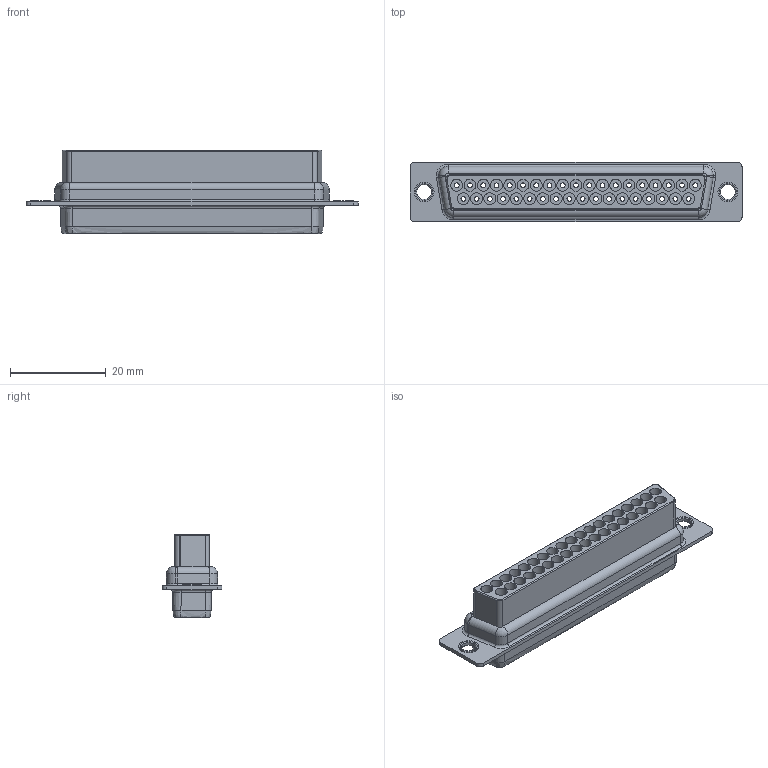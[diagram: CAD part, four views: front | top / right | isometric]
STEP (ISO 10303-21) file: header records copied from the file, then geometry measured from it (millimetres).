
FILE_DESCRIPTION (( 'STEP AP214' ), '1' );
FILE_NAME ('FDB3708-F0TS000K6KA-REF.STEP', '2025-05-22T09:34:48', ( '' ), ( '' ), 'SwSTEP 2.0', 'SolidWorks 2021', '' );
FILE_SCHEMA (( 'AUTOMOTIVE_DESIGN' ));
Length unit declared in the file: millimetre
Products named in the file (1): FDB3708-F0TS000K6KA-REF
Bounding box: 69.4 x 12.5 x 17.35 mm (x, y, z)
Volume: 5067.3 mm3; surface area: 8646.5 mm2
Topology: 1 solids, 1 shells, 379 faces, 879 edges, 544 vertices
Faces by surface type: cylinder 193, cone 79, plane 64, torus 35, bspline 8
Entity records: 11274 total; most frequent: CARTESIAN_POINT 2154, DIRECTION 2080, ORIENTED_EDGE 1758, EDGE_CURVE 879, AXIS2_PLACEMENT_3D 878, VERTEX_POINT 544, CIRCLE 506, EDGE_LOOP 499
